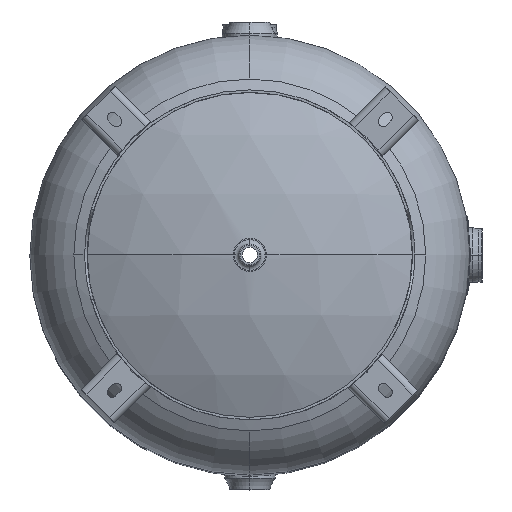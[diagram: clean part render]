
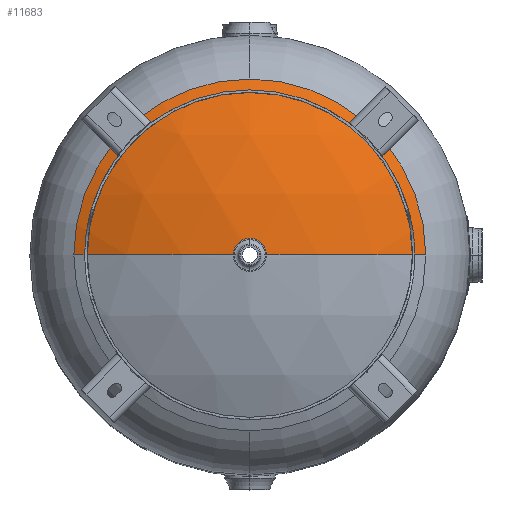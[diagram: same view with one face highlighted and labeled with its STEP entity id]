
A CAD part, top view. The second image highlights one B-rep face of the part: STEP entity #11683.
In plain terms, the highlighted spherical face has radius 548.64 mm.
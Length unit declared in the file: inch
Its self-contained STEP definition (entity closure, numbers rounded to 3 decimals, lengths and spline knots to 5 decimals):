
#922 = AXIS2_PLACEMENT_3D ( 'NONE', #9202, #9203, #9204 ) ;
#923 = CIRCLE ( 'NONE', #1442, 9.6 ) ;
#926 = CIRCLE ( 'NONE', #922, 0.5965 ) ;
#940 = AXIS2_PLACEMENT_3D ( 'NONE', #3077, #3083, #3084 ) ;
#1383 = VERTEX_POINT ( 'NONE', #8006 ) ;
#1385 = VERTEX_POINT ( 'NONE', #8008 ) ;
#1387 = VERTEX_POINT ( 'NONE', #8010 ) ;
#1388 = VERTEX_POINT ( 'NONE', #8011 ) ;
#1390 = VERTEX_POINT ( 'NONE', #8013 ) ;
#1400 = ORIENTED_EDGE ( 'NONE', *, *, #6892, .F. ) ;
#1401 = ORIENTED_EDGE ( 'NONE', *, *, #11797, .F. ) ;
#1442 = AXIS2_PLACEMENT_3D ( 'NONE', #9205, #9206, #9207 ) ;
#3077 = CARTESIAN_POINT ( 'NONE',  ( 0., 0., 1.4 ) ) ;
#3078 = FACE_OUTER_BOUND ( 'NONE', #7857, .T. ) ;
#3080 = SPHERICAL_SURFACE ( 'NONE', #940, 21.6 ) ;
#3083 = DIRECTION ( 'NONE',  ( 0., -1., 0. ) ) ;
#3084 = DIRECTION ( 'NONE',  ( 1., 0., 0. ) ) ;
#4117 = CARTESIAN_POINT ( 'NONE',  ( 0., 0., 20.74942 ) ) ;
#4118 = DIRECTION ( 'NONE',  ( 0., 0., -1. ) ) ;
#4119 = DIRECTION ( 'NONE',  ( 0., 1., 0. ) ) ;
#4179 = CARTESIAN_POINT ( 'NONE',  ( 0., 0., 1.4 ) ) ;
#4180 = DIRECTION ( 'NONE',  ( 0., 1., 0. ) ) ;
#4181 = DIRECTION ( 'NONE',  ( 0., 0., 1. ) ) ;
#6892 = EDGE_CURVE ( 'NONE', #1388, #1383, #7608, .T. ) ;
#6895 = EDGE_CURVE ( 'NONE', #1387, #1383, #7602, .T. ) ;
#6925 = EDGE_CURVE ( 'NONE', #1385, #1390, #7579, .T. ) ;
#7578 = AXIS2_PLACEMENT_3D ( 'NONE', #9682, #9683, #9684 ) ;
#7579 = CIRCLE ( 'NONE', #7578, 21.6 ) ;
#7600 = AXIS2_PLACEMENT_3D ( 'NONE', #4179, #4180, #4181 ) ;
#7602 = CIRCLE ( 'NONE', #7600, 21.6 ) ;
#7603 = AXIS2_PLACEMENT_3D ( 'NONE', #4117, #4118, #4119 ) ;
#7608 = CIRCLE ( 'NONE', #7603, 9.6 ) ;
#7857 = EDGE_LOOP ( 'NONE', ( #8406, #8407, #8408, #1400, #1401 ) ) ;
#8006 = CARTESIAN_POINT ( 'NONE',  ( 9.6, 0., 20.74942 ) ) ;
#8008 = CARTESIAN_POINT ( 'NONE',  ( -0.5965, 0., 22.99176 ) ) ;
#8010 = CARTESIAN_POINT ( 'NONE',  ( 0.5965, 0., 22.99176 ) ) ;
#8011 = CARTESIAN_POINT ( 'NONE',  ( 0., 9.6, 20.74942 ) ) ;
#8013 = CARTESIAN_POINT ( 'NONE',  ( -9.6, 0., 20.74942 ) ) ;
#8406 = ORIENTED_EDGE ( 'NONE', *, *, #6925, .F. ) ;
#8407 = ORIENTED_EDGE ( 'NONE', *, *, #11796, .F. ) ;
#8408 = ORIENTED_EDGE ( 'NONE', *, *, #6895, .T. ) ;
#9202 = CARTESIAN_POINT ( 'NONE',  ( 0., 0., 22.99176 ) ) ;
#9203 = DIRECTION ( 'NONE',  ( 0., 0., 1. ) ) ;
#9204 = DIRECTION ( 'NONE',  ( -1., 0., 0. ) ) ;
#9205 = CARTESIAN_POINT ( 'NONE',  ( 0., 0., 20.74942 ) ) ;
#9206 = DIRECTION ( 'NONE',  ( 0., 0., -1. ) ) ;
#9207 = DIRECTION ( 'NONE',  ( 0., 1., 0. ) ) ;
#9682 = CARTESIAN_POINT ( 'NONE',  ( 0., 0., 1.4 ) ) ;
#9683 = DIRECTION ( 'NONE',  ( 0., -1., 0. ) ) ;
#9684 = DIRECTION ( 'NONE',  ( 1., 0., 0. ) ) ;
#11683 = ADVANCED_FACE ( 'NONE', ( #3078 ), #3080, .T. ) ;
#11796 = EDGE_CURVE ( 'NONE', #1387, #1385, #926, .T. ) ;
#11797 = EDGE_CURVE ( 'NONE', #1390, #1388, #923, .T. ) ;
